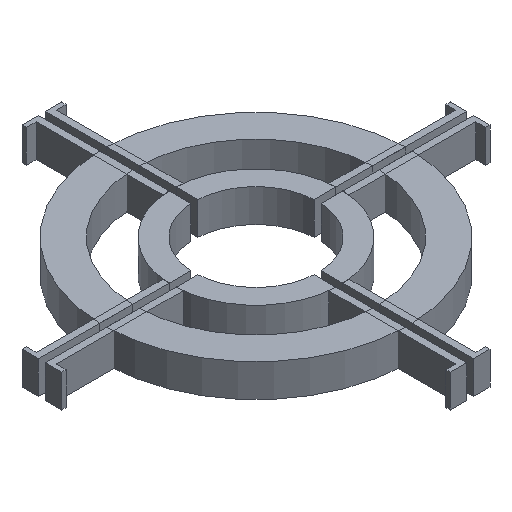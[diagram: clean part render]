
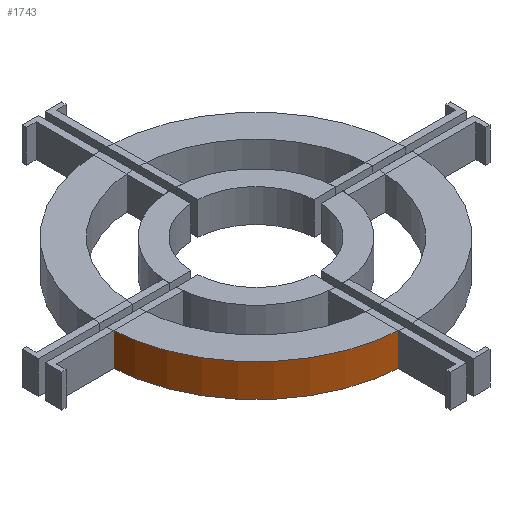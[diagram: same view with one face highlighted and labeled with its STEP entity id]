
A CAD part, isometric view. The second image highlights one B-rep face of the part: STEP entity #1743.
In plain terms, the highlighted cylindrical face has radius 69.848 mm (diameter 139.696 mm), a partial arc.
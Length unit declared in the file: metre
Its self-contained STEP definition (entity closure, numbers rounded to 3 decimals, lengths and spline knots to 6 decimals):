
#19=CIRCLE('',#2049,0.069848);
#20=CIRCLE('',#2051,0.069848);
#46=CYLINDRICAL_SURFACE('',#2050,0.069848);
#250=ORIENTED_EDGE('',*,*,#652,.F.);
#251=ORIENTED_EDGE('',*,*,#651,.T.);
#252=ORIENTED_EDGE('',*,*,#653,.T.);
#253=ORIENTED_EDGE('',*,*,#654,.F.);
#651=EDGE_CURVE('',#863,#865,#19,.T.);
#652=EDGE_CURVE('',#863,#866,#1042,.F.);
#653=EDGE_CURVE('',#865,#867,#1043,.F.);
#654=EDGE_CURVE('',#866,#867,#20,.T.);
#863=VERTEX_POINT('',#2860);
#865=VERTEX_POINT('',#2864);
#866=VERTEX_POINT('',#2868);
#867=VERTEX_POINT('',#2870);
#1042=LINE('',#2867,#1250);
#1043=LINE('',#2869,#1251);
#1250=VECTOR('',#2337,1.);
#1251=VECTOR('',#2338,1.);
#1423=EDGE_LOOP('',(#250,#251,#252,#253));
#1535=FACE_BOUND('',#1423,.T.);
#1743=ADVANCED_FACE('',(#1535),#46,.T.);
#2049=AXIS2_PLACEMENT_3D('',#2865,#2333,#2334);
#2050=AXIS2_PLACEMENT_3D('',#2866,#2335,#2336);
#2051=AXIS2_PLACEMENT_3D('',#2871,#2339,#2340);
#2333=DIRECTION('',(0.,0.,1.));
#2334=DIRECTION('',(1.,0.,0.));
#2335=DIRECTION('',(0.,0.,-1.));
#2336=DIRECTION('',(-1.,0.,0.));
#2337=DIRECTION('',(0.,0.,-1.));
#2338=DIRECTION('',(0.,0.,-1.));
#2339=DIRECTION('',(0.,0.,1.));
#2340=DIRECTION('',(1.,0.,0.));
#2860=CARTESIAN_POINT('',(-0.06983,-0.001585,0.));
#2864=CARTESIAN_POINT('',(-0.001585,-0.06983,0.));
#2865=CARTESIAN_POINT('',(0.,0.,0.));
#2866=CARTESIAN_POINT('',(0.,0.,0.015));
#2867=CARTESIAN_POINT('',(-0.06983,-0.001585,0.015));
#2868=CARTESIAN_POINT('',(-0.06983,-0.001585,0.015));
#2869=CARTESIAN_POINT('',(-0.001585,-0.06983,0.015));
#2870=CARTESIAN_POINT('',(-0.001585,-0.06983,0.015));
#2871=CARTESIAN_POINT('',(0.,0.,0.015));
